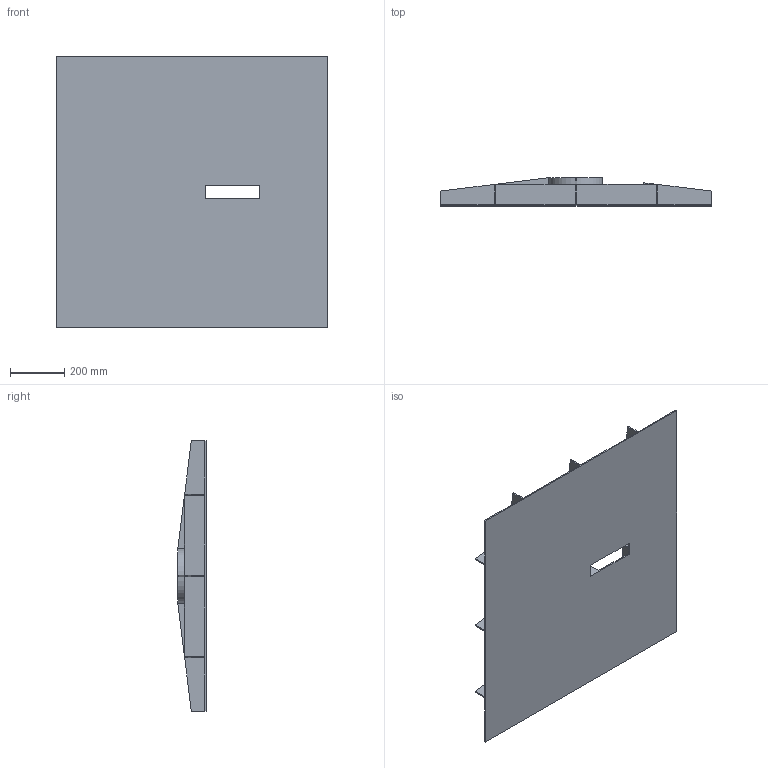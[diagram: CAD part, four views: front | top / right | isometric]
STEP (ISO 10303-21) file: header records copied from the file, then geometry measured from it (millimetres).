
FILE_DESCRIPTION (( 'STEP AP214' ), '1' );
FILE_NAME ('Dvizna plosca brez podmodela.STEP', '2020-11-11T21:36:18', ( '' ), ( '' ), 'SwSTEP 2.0', 'SolidWorks 2020', '' );
FILE_SCHEMA (( 'AUTOMOTIVE_DESIGN' ));
Length unit declared in the file: millimetre
Products named in the file (1): Dvizna plosca brez podmodela
Bounding box: 1000 x 105 x 1000 mm (x, y, z)
Volume: 9665728.3 mm3; surface area: 2845451.3 mm2
Topology: 1 solids, 1 shells, 85 faces, 241 edges, 158 vertices
Faces by surface type: plane 79, cylinder 6
Entity records: 2741 total; most frequent: CARTESIAN_POINT 485, ORIENTED_EDGE 482, DIRECTION 425, EDGE_CURVE 241, VECTOR 229, LINE 229, VERTEX_POINT 158, AXIS2_PLACEMENT_3D 98
